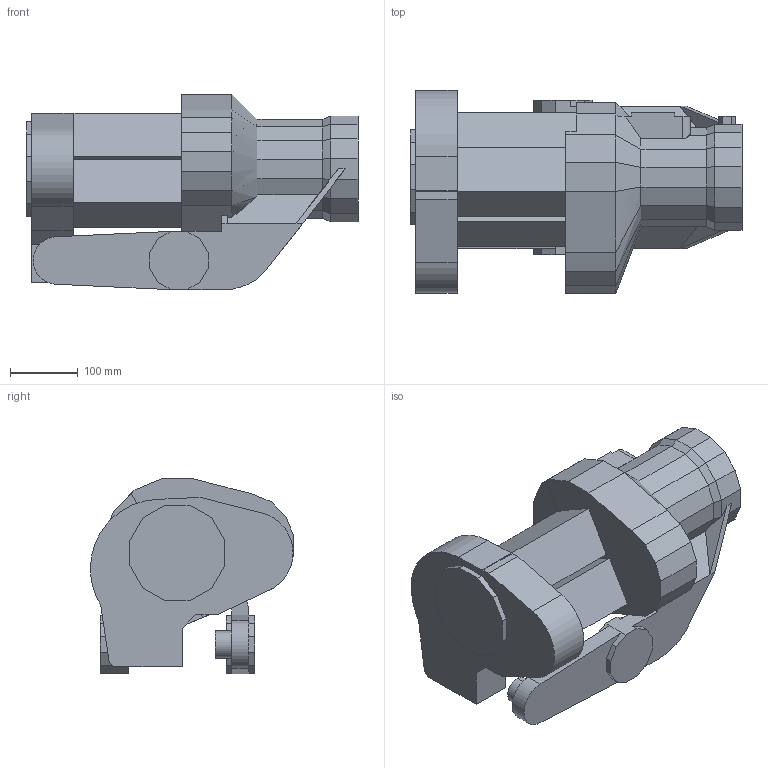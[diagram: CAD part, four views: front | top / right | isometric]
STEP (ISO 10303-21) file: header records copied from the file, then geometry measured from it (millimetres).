
FILE_DESCRIPTION (( 'STEP AP203' ), '1' );
FILE_NAME ('Link3_Default_sldprt.STEP', '2017-12-17T09:50:51', ( 'Shaotu Jia' ), ( '' ), 'SwSTEP 2.0', 'SolidWorks 2014', '' );
FILE_SCHEMA (( 'CONFIG_CONTROL_DESIGN' ));
Length unit declared in the file: millimetre
Products named in the file (1): Link3_Default_sldprt
Bounding box: 489.5 x 299.52 x 288 mm (x, y, z)
Volume: 14576556.8 mm3; surface area: 680845.2 mm2
Topology: 1 solids, 1 shells, 277 faces, 744 edges, 475 vertices
Faces by surface type: plane 257, cylinder 13, bspline 7
Entity records: 8521 total; most frequent: CARTESIAN_POINT 1564, ORIENTED_EDGE 1488, DIRECTION 1298, EDGE_CURVE 744, LINE 712, VECTOR 712, VERTEX_POINT 475, AXIS2_PLACEMENT_3D 293
